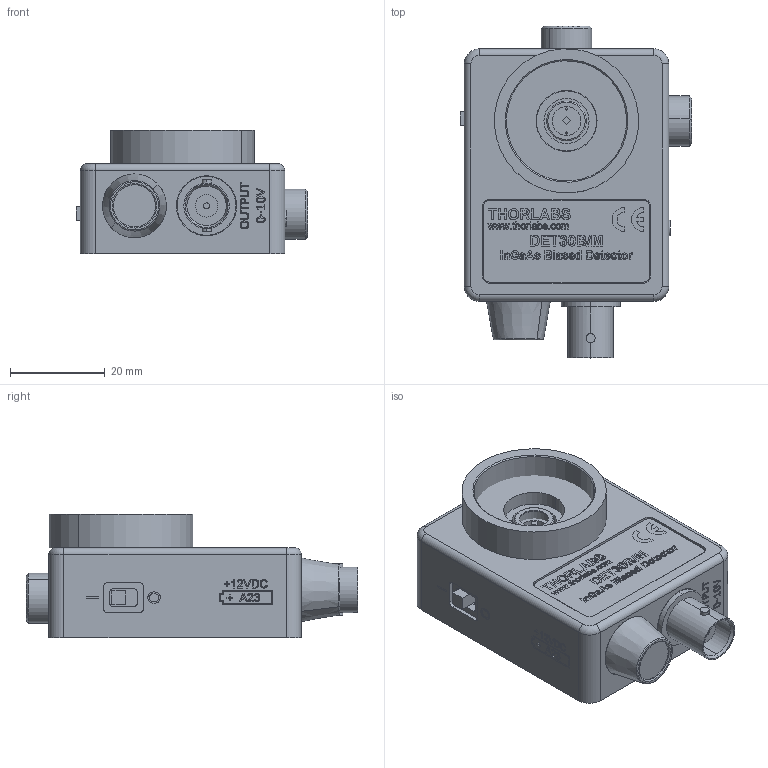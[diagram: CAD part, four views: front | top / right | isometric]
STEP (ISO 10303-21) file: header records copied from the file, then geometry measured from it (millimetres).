
FILE_DESCRIPTION (( 'STEP AP214' ), '1' );
FILE_NAME ('23160-E0W.STEP', '2012-03-23T13:59:08', ( 'Admin' ), ( '' ), 'SwSTEP 2.0', 'SolidWorks 2011', '' );
FILE_SCHEMA (( 'AUTOMOTIVE_DESIGN' ));
Length unit declared in the file: millimetre
Products named in the file (1): 23160-E0W
Bounding box: 48.83 x 70.12 x 26.16 mm (x, y, z)
Volume: 20621.3 mm3; surface area: 23946.3 mm2
Topology: 17 solids, 17 shells, 1982 faces, 5145 edges, 3377 vertices
Faces by surface type: plane 1113, bspline 524, cylinder 263, cone 60, torus 22
Entity records: 107019 total; most frequent: CARTESIAN_POINT 39552, ORIENTED_EDGE 10262, DIRECTION 7607, EDGE_CURVE 5131, VECTOR 3463, LINE 3463, VERTEX_POINT 3377, EDGE_LOOP 2206
